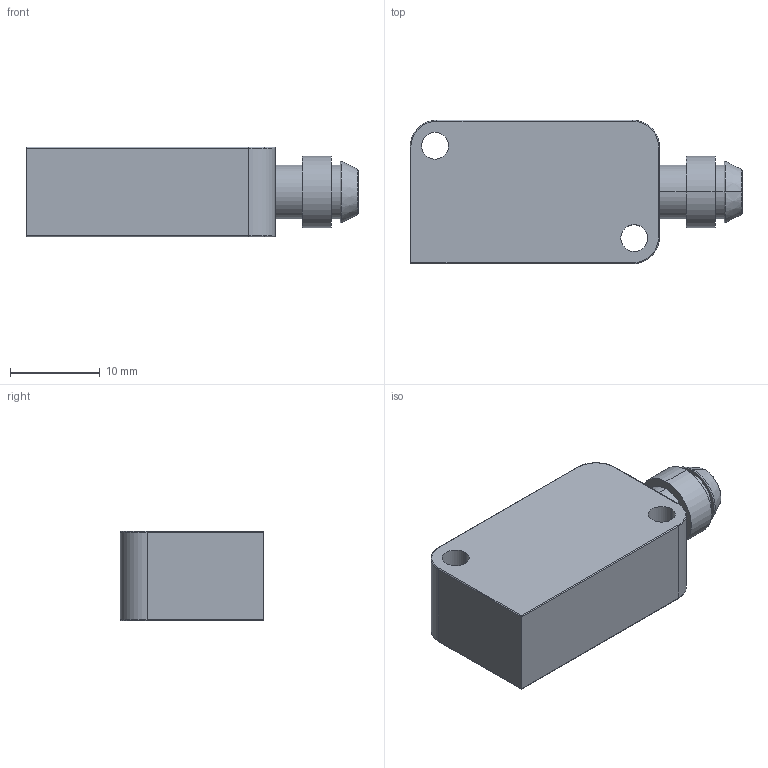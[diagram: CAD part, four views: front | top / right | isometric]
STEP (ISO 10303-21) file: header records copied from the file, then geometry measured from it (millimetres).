
FILE_DESCRIPTION((''),'2;1');
FILE_NAME('PRT0001_SW0001','2012-02-28T',('dhelisch'),(''),'PRO/ENGINEER BY PARAMETRIC TECHNOLOGY CORPORATION, 2007250','PRO/ENGINEER BY PARAMETRIC TECHNOLOGY CORPORATION, 2007250','');
FILE_SCHEMA(('CONFIG_CONTROL_DESIGN'));
Length unit declared in the file: millimetre
Products named in the file (1): PRT0001_SW0001
Bounding box: 37 x 16 x 10 mm (x, y, z)
Surface area: 2255.4 mm2 (no closed solid volume)
Topology: 0 solids, 1 shells, 55 faces, 168 edges, 174 vertices
Faces by surface type: cylinder 29, plane 14, torus 10, cone 2
Entity records: 2587 total; most frequent: DIRECTION 366, CARTESIAN_POINT 310, ORIENTED_EDGE 234, AXIS2_PLACEMENT_3D 144, EDGE_CURVE 117, PRESENTATION_STYLE_ASSIGNMENT 107, STYLED_ITEM 107, CIRCLE 88
